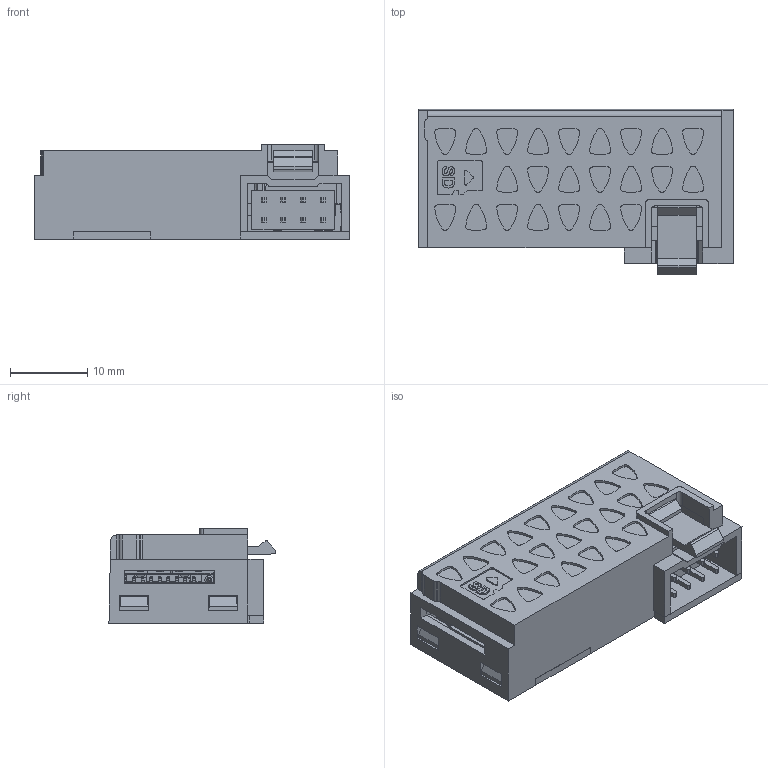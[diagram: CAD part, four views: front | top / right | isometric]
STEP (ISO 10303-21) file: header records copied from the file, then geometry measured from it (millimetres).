
FILE_DESCRIPTION(/* description */ ('Unknown'),/* implementation_level */ '2;1');
FILE_NAME(/* name */ 'SD_CARD_INTERFACE_STEP_FILE',/* time_stamp */ '2023-12-29T15:23:27+06:00',/* author */ ('Unknown'),/* organization */ ('Unknown'),/* preprocessor_version */ 'ST-DEVELOPER v18.104',/* originating_system */ 'Solid Edge',/* authorisation */ 'Unknown');
FILE_SCHEMA (('AUTOMOTIVE_DESIGN {1 0 10303 214 3 1 1}'));
Length unit declared in the file: millimetre
Products named in the file (18): SD_CARD_INTERFACE_STEP_FILE; 8JA174-03-29 MAY; R2; VJL001-REV00; Board; Open CASCADE STEP translator 6.8 2.1.1; J2; 8JN027-V-REV00_2.54x4_26; R1; C12; CAP_SMD_0603; C11; J5; MEM2061-01-188-00-A; _X2_00C700D000B300FD_X0_-_X2_00C000AD00C900EC_X0_2[2]; _X2_00C700D000B300FD_X0_-_X2_00C000AD00C900EC_X0_-_X2_00B100A100B100D
A_X0_2; 8F1743_8F1744_8F1745_REV 00 BACK COVER SD CARD; 8F1740_8F1741_8F1742_REV00 BOTTOM ADAPTOR SD CARD FOR 4M  GENIE PRO (
crouzet)
Assembly tree (19 placements, depth 5):
  SD_CARD_INTERFACE_STEP_FILE
    8JA174-03-29 MAY
      R2
        VJL001-REV00
      Board
        Open CASCADE STEP translator 6.8 2.1.1
      J2
        8JN027-V-REV00_2.54x4_26
      R1
        VJL001-REV00
      C12
        CAP_SMD_0603
      C11
        CAP_SMD_0603
      J5
        MEM2061-01-188-00-A
          _X2_00C700D000B300FD_X0_-_X2_00C000AD00C900EC_X0_2[2]
          _X2_00C700D000B300FD_X0_-_X2_00C000AD00C900EC_X0_-_X2_00B100A100B100D
A_X0_2
    8F1743_8F1744_8F1745_REV 00 BACK COVER SD CARD
    8F1740_8F1741_8F1742_REV00 BOTTOM ADAPTOR SD CARD FOR 4M  GENIE PRO (
crouzet)
Bounding box: 40.64 x 21.43 x 12.2 mm (x, y, z)
Volume: 3851.6 mm3; surface area: 8271 mm2
Topology: 10 solids, 10 shells, 1989 faces, 5301 edges, 3356 vertices
Faces by surface type: plane 1127, cylinder 701, sphere 65, torus 58, bspline 30, cone 8
Full cylindrical faces by diameter (mm): 0.3 x1, 0.4 x1, 0.6 x1, 1.5 x1, 1.7 x2
Entity records: 61141 total; most frequent: CARTESIAN_POINT 11181, DIRECTION 10420, ORIENTED_EDGE 10252, EDGE_CURVE 5126, LINE 3582, VECTOR 3582, AXIS2_PLACEMENT_3D 3419, VERTEX_POINT 3289
